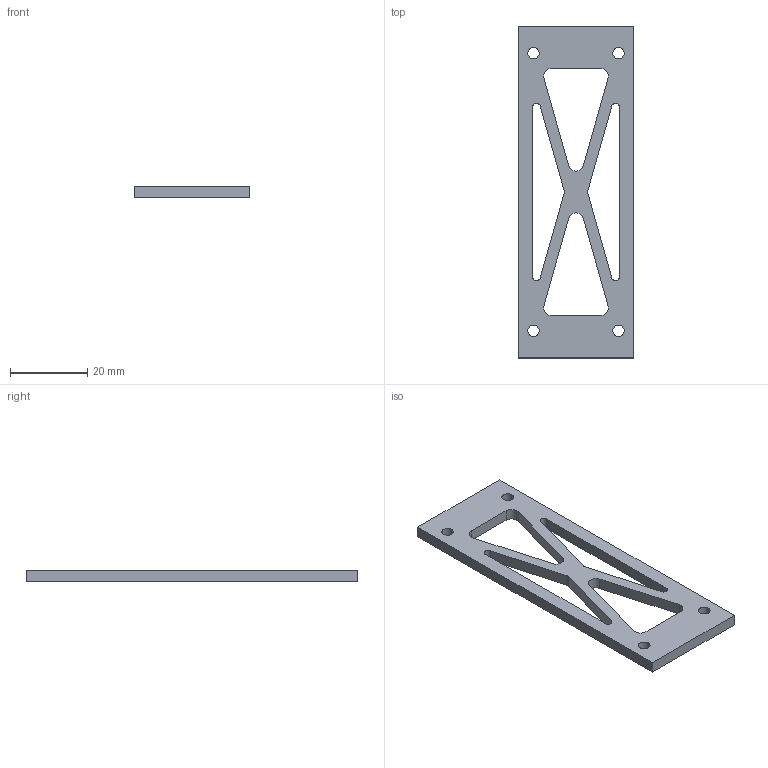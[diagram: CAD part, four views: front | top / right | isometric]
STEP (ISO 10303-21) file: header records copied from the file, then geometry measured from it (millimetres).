
FILE_DESCRIPTION (( 'STEP AP203' ), '1' );
FILE_NAME ('关节电机固定盒上下内x2-碳板.STEP', '2024-08-12T05:53:28', ( '' ), ( '' ), 'SwSTEP 2.0', 'SolidWorks 2020', '' );
FILE_SCHEMA (( 'CONFIG_CONTROL_DESIGN' ));
Length unit declared in the file: millimetre
Products named in the file (1): 关节电机固定盒上下内x2-碳板
Bounding box: 30 x 86 x 3 mm (x, y, z)
Volume: 4628.9 mm3; surface area: 4904 mm2
Topology: 1 solids, 1 shells, 41 faces, 117 edges, 78 vertices
Faces by surface type: cylinder 23, plane 18
Entity records: 1466 total; most frequent: DIRECTION 247, CARTESIAN_POINT 237, ORIENTED_EDGE 234, EDGE_CURVE 117, AXIS2_PLACEMENT_3D 88, VERTEX_POINT 78, VECTOR 71, LINE 71
